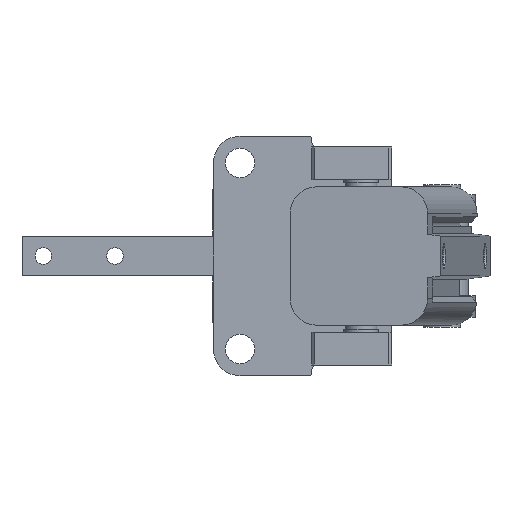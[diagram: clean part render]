
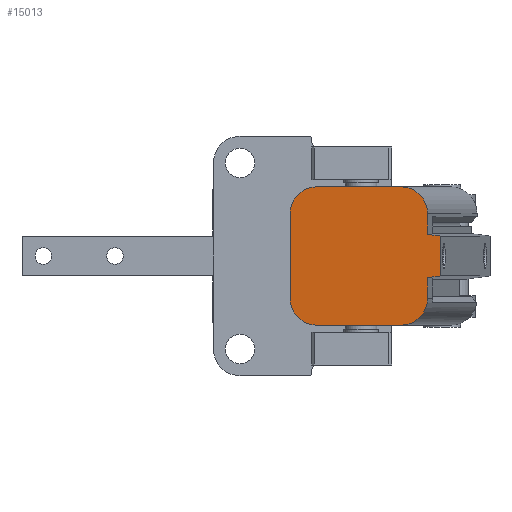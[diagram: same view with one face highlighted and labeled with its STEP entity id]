
A CAD part, front view. The second image highlights one B-rep face of the part: STEP entity #15013.
In plain terms, the highlighted planar face has unit normal (-0.11, -0.994, 0).
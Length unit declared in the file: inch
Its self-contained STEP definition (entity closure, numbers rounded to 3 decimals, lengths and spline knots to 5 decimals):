
#5129=DIRECTION('',(0.994,-0.11,0.));
#5130=VECTOR('',#5129,1.25984);
#5131=CARTESIAN_POINT('',(1.52641,-7.82246,1.02362));
#5132=LINE('',#5131,#5130);
#5371=DIRECTION('',(0.,0.,1.));
#5372=VECTOR('',#5371,0.30992);
#5373=CARTESIAN_POINT('',(3.16987,-8.00474,0.32));
#5374=LINE('',#5373,#5372);
#5375=DIRECTION('',(-0.986,0.109,0.129));
#5376=VECTOR('',#5375,0.19437);
#5377=CARTESIAN_POINT('',(3.36146,-8.02599,0.295));
#5378=LINE('',#5377,#5376);
#5379=DIRECTION('',(0.,0.,1.));
#5380=VECTOR('',#5379,0.59);
#5381=CARTESIAN_POINT('',(3.36146,-8.02599,-0.295));
#5382=LINE('',#5381,#5380);
#5383=DIRECTION('',(0.986,-0.109,0.129));
#5384=VECTOR('',#5383,0.19437);
#5385=CARTESIAN_POINT('',(3.16987,-8.00474,-0.32));
#5386=LINE('',#5385,#5384);
#5387=DIRECTION('',(0.,0.,1.));
#5388=VECTOR('',#5387,0.30992);
#5389=CARTESIAN_POINT('',(3.16987,-8.00474,
-0.62992));
#5390=LINE('',#5389,#5388);
#5391=CARTESIAN_POINT('',(2.77857,-7.96134,
-0.62992));
#5392=DIRECTION('',(-0.11,-0.994,0.));
#5393=DIRECTION('',(0.,0.,-1.));
#5394=AXIS2_PLACEMENT_3D('',#5391,#5392,#5393);
#5396=CARTESIAN_POINT('',(1.52641,-7.82246,
-0.62992));
#5397=DIRECTION('',(-0.11,-0.994,0.));
#5398=DIRECTION('',(-0.994,0.11,0.));
#5399=AXIS2_PLACEMENT_3D('',#5396,#5397,#5398);
#5401=CARTESIAN_POINT('',(1.52641,-7.82246,
0.62992));
#5402=DIRECTION('',(-0.11,-0.994,0.));
#5403=DIRECTION('',(0.,0.,1.));
#5404=AXIS2_PLACEMENT_3D('',#5401,#5402,#5403);
#5406=CARTESIAN_POINT('',(2.77857,-7.96134,
0.62992));
#5407=DIRECTION('',(-0.11,-0.994,0.));
#5408=DIRECTION('',(0.994,-0.11,0.));
#5409=AXIS2_PLACEMENT_3D('',#5406,#5407,#5408);
#5478=DIRECTION('',(0.,0.,1.));
#5479=VECTOR('',#5478,1.25984);
#5480=CARTESIAN_POINT('',(1.13511,-7.77906,
-0.62992));
#5481=LINE('',#5480,#5479);
#5536=DIRECTION('',(-0.994,0.11,0.));
#5537=VECTOR('',#5536,1.25984);
#5538=CARTESIAN_POINT('',(2.77857,-7.96134,
-1.02362));
#5539=LINE('',#5538,#5537);
#5952=CARTESIAN_POINT('',(1.13511,-7.77906,
-0.62992));
#5953=VERTEX_POINT('',#5952);
#5954=CARTESIAN_POINT('',(1.13511,-7.77906,
0.62992));
#5955=VERTEX_POINT('',#5954);
#5956=CARTESIAN_POINT('',(1.52641,-7.82246,1.02362));
#5957=VERTEX_POINT('',#5956);
#5958=CARTESIAN_POINT('',(2.77857,-7.96134,1.02362));
#5959=VERTEX_POINT('',#5958);
#5960=CARTESIAN_POINT('',(3.16987,-8.00474,
0.62992));
#5961=VERTEX_POINT('',#5960);
#5962=CARTESIAN_POINT('',(2.77857,-7.96134,
-1.02362));
#5963=CARTESIAN_POINT('',(3.16987,-8.00474,
-0.62992));
#5964=VERTEX_POINT('',#5962);
#5965=VERTEX_POINT('',#5963);
#5968=CARTESIAN_POINT('',(1.52641,-7.82246,
-1.02362));
#5969=VERTEX_POINT('',#5968);
#7500=CARTESIAN_POINT('',(3.36146,-8.02599,-0.295));
#7501=CARTESIAN_POINT('',(3.36146,-8.02599,0.295));
#7502=VERTEX_POINT('',#7500);
#7503=VERTEX_POINT('',#7501);
#7508=CARTESIAN_POINT('',(3.16987,-8.00474,-0.32));
#7509=VERTEX_POINT('',#7508);
#7510=CARTESIAN_POINT('',(3.16987,-8.00474,0.32));
#7511=VERTEX_POINT('',#7510);
#14988=CARTESIAN_POINT('',(3.91335,-8.0872,0.));
#14989=DIRECTION('',(0.11,0.994,0.));
#14990=DIRECTION('',(-0.994,0.11,0.));
#14991=AXIS2_PLACEMENT_3D('',#14988,#14989,#14990);
#14992=PLANE('',#14991);
#14993=ORIENTED_EDGE('',*,*,#14880,.F.);
#14994=ORIENTED_EDGE('',*,*,#14953,.F.);
#14995=ORIENTED_EDGE('',*,*,#14967,.F.);
#14997=ORIENTED_EDGE('',*,*,#14996,.F.);
#14998=ORIENTED_EDGE('',*,*,#14896,.F.);
#15000=ORIENTED_EDGE('',*,*,#14999,.F.);
#15002=ORIENTED_EDGE('',*,*,#15001,.T.);
#15004=ORIENTED_EDGE('',*,*,#15003,.F.);
#15006=ORIENTED_EDGE('',*,*,#15005,.T.);
#15008=ORIENTED_EDGE('',*,*,#15007,.F.);
#15009=ORIENTED_EDGE('',*,*,#14590,.T.);
#15010=ORIENTED_EDGE('',*,*,#14863,.F.);
#15011=EDGE_LOOP('',(#14993,#14994,#14995,#14997,#14998,#15000,#15002,#15004,
#15006,#15008,#15009,#15010));
#15012=FACE_OUTER_BOUND('',#15011,.F.);
#5395=CIRCLE('',#5394,0.3937);
#5400=CIRCLE('',#5399,0.3937);
#5405=CIRCLE('',#5404,0.3937);
#5410=CIRCLE('',#5409,0.3937);
#14590=EDGE_CURVE('',#5957,#5959,#5132,.T.);
#14863=EDGE_CURVE('',#5961,#5959,#5410,.T.);
#14880=EDGE_CURVE('',#7511,#5961,#5374,.T.);
#14896=EDGE_CURVE('',#5965,#7509,#5390,.T.);
#14953=EDGE_CURVE('',#7503,#7511,#5378,.T.);
#14967=EDGE_CURVE('',#7502,#7503,#5382,.T.);
#14996=EDGE_CURVE('',#7509,#7502,#5386,.T.);
#14999=EDGE_CURVE('',#5964,#5965,#5395,.T.);
#15001=EDGE_CURVE('',#5964,#5969,#5539,.T.);
#15003=EDGE_CURVE('',#5953,#5969,#5400,.T.);
#15005=EDGE_CURVE('',#5953,#5955,#5481,.T.);
#15007=EDGE_CURVE('',#5957,#5955,#5405,.T.);
#15013=ADVANCED_FACE('',(#15012),#14992,.F.);
